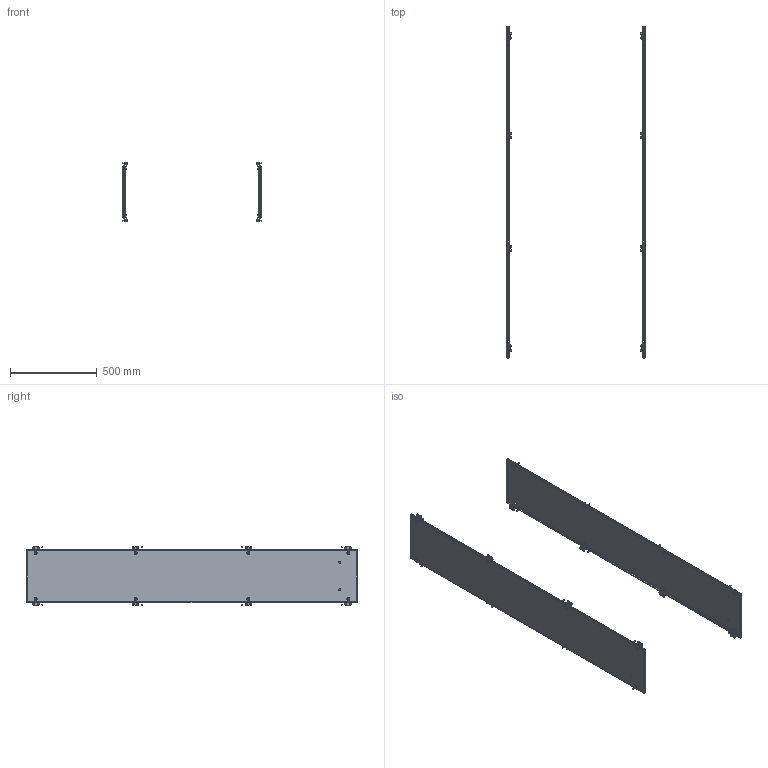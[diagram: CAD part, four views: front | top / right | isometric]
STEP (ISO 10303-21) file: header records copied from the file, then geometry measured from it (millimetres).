
FILE_DESCRIPTION (( 'STEP AP203' ), '1' );
FILE_NAME ('UR66510204000 Ñòåíêà áîêîâàÿ ïðîìåæóòî÷íàÿ RS52 200.40 (2øò) (000.801.553) .STEP', '2022-04-18T06:51:43', ( '' ), ( '' ), 'SwSTEP 2.0', 'SolidWorks 2017', '' );
FILE_SCHEMA (( 'CONFIG_CONTROL_DESIGN' ));
Length unit declared in the file: millimetre
Products named in the file (11): 024-445 Êðîíøòåéí áîêîâîé ñòåíêè; Óïëîòíèòåëü ðåçèíîâûé òèï D Áîêîâûõ ñòåíîê RS52_200.40; 000.169.184 Êðîíøòåéí áîêîâîé ñòåíêè RS52; 000.132.225 Îñíîâàíèå ñòåíêè_00 (200.40); Âèíò ISO 7380-2 TX_Œ5å12; 005-357 眈翴錪 嚦樇膱_00 (200.40); Âèíò DIN 913_Œ5å14; Øïèëüêà çàçåìëåíèÿ CKF CS_Œ6å16; Âèíò DIN 7500 C TORX_Œ5å12; UR66510204000 Ñòåíêà áîêîâàÿ ïðîìåæóòî÷íàÿ RS52 200.40 (2øò) (000.801.553) ; Çàêëåïêà ðåçüáîâàÿ ñòàëü öèëèíäðè÷åñêèé áîðòèê øåñòèãðàííàÿ_Œ5å13
Assembly tree (89 placements, depth 3):
  UR66510204000 Ñòåíêà áîêîâàÿ ïðîìåæóòî÷íàÿ RS52 200.40 (2øò) (000.801.553) 
    000.132.225 Îñíîâàíèå ñòåíêè_00 (200.40)  x2
      005-357 眈翴錪 嚦樇膱_00 (200.40)
      Øïèëüêà çàçåìëåíèÿ CKF CS_Œ6å16
    Óïëîòíèòåëü ðåçèíîâûé òèï D Áîêîâûõ ñòåíîê RS52_200.40  x2
    000.169.184 Êðîíøòåéí áîêîâîé ñòåíêè RS52  x16
      024-445 Êðîíøòåéí áîêîâîé ñòåíêè
      Çàêëåïêà ðåçüáîâàÿ ñòàëü öèëèíäðè÷åñêèé áîðòèê øåñòèãðàííàÿ_Œ5å13
    Âèíò DIN 7500 C TORX_Œ5å12  x32
    Âèíò ISO 7380-2 TX_Œ5å12  x16
    Âèíò DIN 913_Œ5å14  x16
Bounding box: 798.07 x 1912 x 339 mm (x, y, z)
Volume: 2166048.2 mm3; surface area: 3049028.7 mm2
Topology: 104 solids, 106 shells, 3944 faces, 10232 edges, 6592 vertices
Faces by surface type: plane 1932, cylinder 1204, cone 376, torus 224, bspline 144, sphere 64
Entity records: 16734 total; most frequent: CARTESIAN_POINT 3937, DIRECTION 2137, ORIENTED_EDGE 1864, EDGE_CURVE 932, AXIS2_PLACEMENT_3D 857, VERTEX_POINT 572, EDGE_LOOP 458, LINE 423
